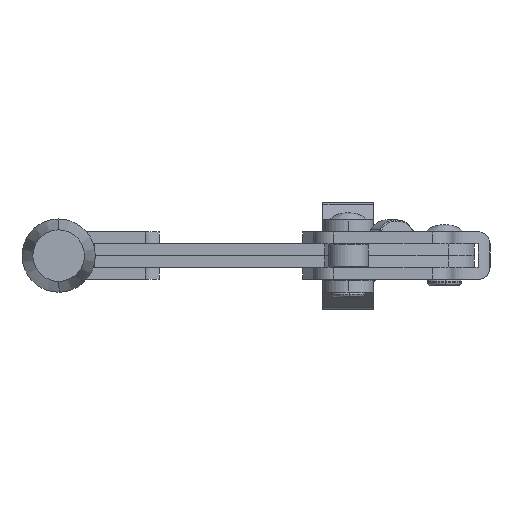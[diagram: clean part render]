
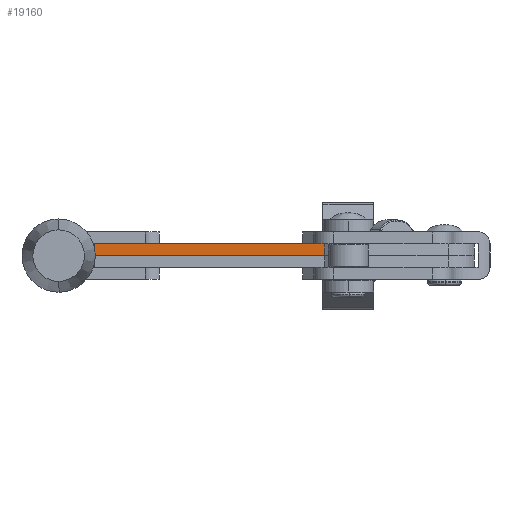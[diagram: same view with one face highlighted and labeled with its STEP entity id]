
A CAD part, front view. The second image highlights one B-rep face of the part: STEP entity #19160.
In plain terms, the highlighted planar face has unit normal (-0.001, -1, 0).
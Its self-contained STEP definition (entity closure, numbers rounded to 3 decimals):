
#461 = VECTOR ( 'NONE', #32746, 1000. ) ;
#2105 = CARTESIAN_POINT ( 'NONE',  ( -88.4, -8., 3. ) ) ;
#2590 = LINE ( 'NONE', #20836, #16376 ) ;
#3154 = LINE ( 'NONE', #12257, #10482 ) ;
#4619 = VERTEX_POINT ( 'NONE', #23951 ) ;
#4850 = DIRECTION ( 'NONE',  ( 0., 0., 1. ) ) ;
#5273 = EDGE_CURVE ( 'NONE', #21446, #32677, #22324, .T. ) ;
#10174 = ORIENTED_EDGE ( 'NONE', *, *, #32061, .F. ) ;
#10482 = VECTOR ( 'NONE', #25954, 1000. ) ;
#12257 = CARTESIAN_POINT ( 'NONE',  ( -88.4, -8., 3. ) ) ;
#14796 = CARTESIAN_POINT ( 'NONE',  ( -88.4, -8., 3. ) ) ;
#14891 = EDGE_CURVE ( 'NONE', #4619, #32677, #2590, .T. ) ;
#15756 = CARTESIAN_POINT ( 'NONE',  ( -88.4, -8., 3. ) ) ;
#16376 = VECTOR ( 'NONE', #23580, 1000. ) ;
#17333 = CARTESIAN_POINT ( 'NONE',  ( -88.4, -8., 0. ) ) ;
#18163 = VECTOR ( 'NONE', #18485, 1000. ) ;
#18485 = DIRECTION ( 'NONE',  ( 0., 0., -1. ) ) ;
#19160 = ADVANCED_FACE ( 'NONE', ( #23472 ), #21137, .F. ) ;
#20836 = CARTESIAN_POINT ( 'NONE',  ( -30.251, -8., 3. ) ) ;
#21137 = PLANE ( 'NONE',  #27991 ) ;
#21259 = DIRECTION ( 'NONE',  ( 0., 1., 0. ) ) ;
#21446 = VERTEX_POINT ( 'NONE', #17333 ) ;
#22324 = LINE ( 'NONE', #29978, #461 ) ;
#23472 = FACE_OUTER_BOUND ( 'NONE', #35085, .T. ) ;
#23580 = DIRECTION ( 'NONE',  ( 0., 0., -1. ) ) ;
#23951 = CARTESIAN_POINT ( 'NONE',  ( -30.251, -8., 3. ) ) ;
#25954 = DIRECTION ( 'NONE',  ( 1., 0., 0. ) ) ;
#26229 = LINE ( 'NONE', #15756, #18163 ) ;
#27435 = CARTESIAN_POINT ( 'NONE',  ( -30.251, -8., 0. ) ) ;
#27991 = AXIS2_PLACEMENT_3D ( 'NONE', #2105, #21259, #4850 ) ;
#29978 = CARTESIAN_POINT ( 'NONE',  ( -88.4, -8., 0. ) ) ;
#30026 = VERTEX_POINT ( 'NONE', #14796 ) ;
#30279 = ORIENTED_EDGE ( 'NONE', *, *, #5273, .T. ) ;
#32061 = EDGE_CURVE ( 'NONE', #30026, #4619, #3154, .T. ) ;
#32677 = VERTEX_POINT ( 'NONE', #27435 ) ;
#32746 = DIRECTION ( 'NONE',  ( 1., 0., 0. ) ) ;
#34023 = ORIENTED_EDGE ( 'NONE', *, *, #14891, .F. ) ;
#34330 = EDGE_CURVE ( 'NONE', #30026, #21446, #26229, .T. ) ;
#35085 = EDGE_LOOP ( 'NONE', ( #30279, #34023, #10174, #35256 ) ) ;
#35256 = ORIENTED_EDGE ( 'NONE', *, *, #34330, .T. ) ;
